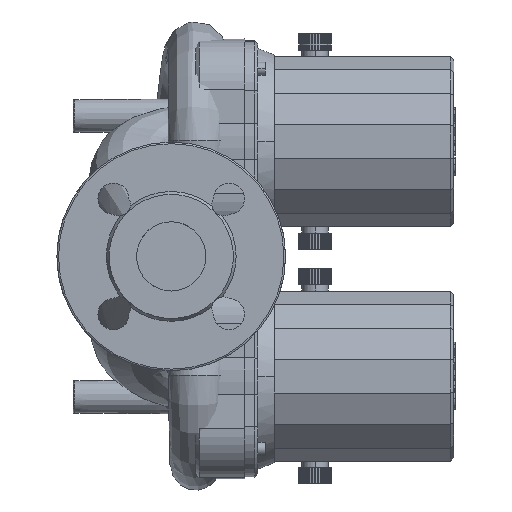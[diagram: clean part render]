
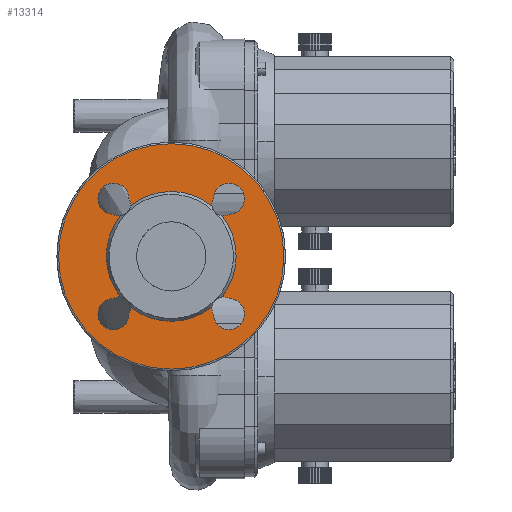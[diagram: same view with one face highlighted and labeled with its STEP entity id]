
A CAD part, left-side view. The second image highlights one B-rep face of the part: STEP entity #13314.
In plain terms, the highlighted planar face has unit normal (-1, 0, 0).
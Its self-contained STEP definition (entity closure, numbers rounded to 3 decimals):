
#12921=CARTESIAN_POINT('',(3.,0.,-69.0));
#12922=VERTEX_POINT('',#12921);
#12939=CARTESIAN_POINT('',(3.,0.,69.0));
#12940=VERTEX_POINT('',#12939);
#12948=CARTESIAN_POINT('',(3.0,0.,0.));
#12949=DIRECTION('',(1.0,0.0,0.0));
#12950=DIRECTION('',(0.0,0.0,-1.0));
#12951=AXIS2_PLACEMENT_3D('',#12948,#12949,#12950);
#12952=CIRCLE('',#12951,69.0);
#12953=EDGE_CURVE('',#12940,#12922,#12952,.T.);
#13147=CARTESIAN_POINT('',(3.0,0.,0.));
#13148=DIRECTION('',(1.0,0.0,0.0));
#13149=DIRECTION('',(0.0,0.0,-1.0));
#13150=AXIS2_PLACEMENT_3D('',#13147,#13148,#13149);
#13151=CIRCLE('',#13150,69.0);
#13152=EDGE_CURVE('',#12922,#12940,#13151,.T.);
#13159=CARTESIAN_POINT('',(3.0,0.,0.));
#13160=DIRECTION('',(-1.0,0.0,0.0));
#13161=DIRECTION('',(0.0,0.0,1.0));
#13162=AXIS2_PLACEMENT_3D('',#13159,#13160,#13161);
#13163=PLANE('',#13162);
#13164=ORIENTED_EDGE('',*,*,#12953,.F.);
#13165=ORIENTED_EDGE('',*,*,#13152,.F.);
#13166=EDGE_LOOP('',(#13164,#13165));
#13167=FACE_OUTER_BOUND('',#13166,.T.);
#13168=CARTESIAN_POINT('',(3.,-35.485,25.856));
#13169=VERTEX_POINT('',#13168);
#13170=CARTESIAN_POINT('',(3.,-30.986,24.87));
#13171=VERTEX_POINT('',#13170);
#13172=CARTESIAN_POINT('',(3.,-31.82,31.82));
#13173=DIRECTION('',(1.0,0.0,0.0));
#13174=DIRECTION('',(0.0,0.0,1.0));
#13175=AXIS2_PLACEMENT_3D('',#13172,#13173,#13174);
#13176=CIRCLE('',#13175,7.0);
#13177=EDGE_CURVE('',#13169,#13171,#13176,.T.);
#13178=ORIENTED_EDGE('',*,*,#13177,.T.);
#13179=CARTESIAN_POINT('',(3.,-30.986,-24.87));
#13180=VERTEX_POINT('',#13179);
#13181=CARTESIAN_POINT('',(3.0,0.,0.));
#13182=DIRECTION('',(-1.0,0.0,0.0));
#13183=DIRECTION('',(0.0,0.0,1.0));
#13184=AXIS2_PLACEMENT_3D('',#13181,#13182,#13183);
#13185=CIRCLE('',#13184,39.732);
#13186=EDGE_CURVE('',#13180,#13171,#13185,.T.);
#13187=ORIENTED_EDGE('',*,*,#13186,.F.);
#13188=CARTESIAN_POINT('',(3.,-35.485,-25.856));
#13189=VERTEX_POINT('',#13188);
#13190=CARTESIAN_POINT('',(3.,-31.82,-31.82));
#13191=DIRECTION('',(1.0,0.0,0.0));
#13192=DIRECTION('',(0.0,0.0,1.0));
#13193=AXIS2_PLACEMENT_3D('',#13190,#13191,#13192);
#13194=CIRCLE('',#13193,7.0);
#13195=EDGE_CURVE('',#13180,#13189,#13194,.T.);
#13196=ORIENTED_EDGE('',*,*,#13195,.T.);
#13197=CARTESIAN_POINT('',(3.,-25.856,-35.485));
#13198=VERTEX_POINT('',#13197);
#13199=CARTESIAN_POINT('',(3.,-35.355,-35.355));
#13200=DIRECTION('',(1.0,0.0,0.0));
#13201=DIRECTION('',(0.0,0.0,1.0));
#13202=AXIS2_PLACEMENT_3D('',#13199,#13200,#13201);
#13203=CIRCLE('',#13202,9.5);
#13204=EDGE_CURVE('',#13189,#13198,#13203,.T.);
#13205=ORIENTED_EDGE('',*,*,#13204,.T.);
#13206=CARTESIAN_POINT('',(3.,-24.87,-30.986));
#13207=VERTEX_POINT('',#13206);
#13208=CARTESIAN_POINT('',(3.,-31.82,-31.82));
#13209=DIRECTION('',(1.0,0.0,0.0));
#13210=DIRECTION('',(0.0,0.0,1.0));
#13211=AXIS2_PLACEMENT_3D('',#13208,#13209,#13210);
#13212=CIRCLE('',#13211,7.0);
#13213=EDGE_CURVE('',#13198,#13207,#13212,.T.);
#13214=ORIENTED_EDGE('',*,*,#13213,.T.);
#13215=CARTESIAN_POINT('',(3.,24.87,-30.986));
#13216=VERTEX_POINT('',#13215);
#13217=CARTESIAN_POINT('',(3.0,0.,0.));
#13218=DIRECTION('',(-1.0,0.0,0.0));
#13219=DIRECTION('',(0.0,0.0,1.0));
#13220=AXIS2_PLACEMENT_3D('',#13217,#13218,#13219);
#13221=CIRCLE('',#13220,39.732);
#13222=EDGE_CURVE('',#13216,#13207,#13221,.T.);
#13223=ORIENTED_EDGE('',*,*,#13222,.F.);
#13224=CARTESIAN_POINT('',(3.,25.856,-35.485));
#13225=VERTEX_POINT('',#13224);
#13226=CARTESIAN_POINT('',(3.,31.82,-31.82));
#13227=DIRECTION('',(1.0,0.0,0.0));
#13228=DIRECTION('',(0.0,0.0,1.0));
#13229=AXIS2_PLACEMENT_3D('',#13226,#13227,#13228);
#13230=CIRCLE('',#13229,7.0);
#13231=EDGE_CURVE('',#13216,#13225,#13230,.T.);
#13232=ORIENTED_EDGE('',*,*,#13231,.T.);
#13233=CARTESIAN_POINT('',(3.,35.485,-25.856));
#13234=VERTEX_POINT('',#13233);
#13235=CARTESIAN_POINT('',(3.,35.355,-35.355));
#13236=DIRECTION('',(1.0,0.0,0.0));
#13237=DIRECTION('',(0.0,0.0,1.0));
#13238=AXIS2_PLACEMENT_3D('',#13235,#13236,#13237);
#13239=CIRCLE('',#13238,9.5);
#13240=EDGE_CURVE('',#13225,#13234,#13239,.T.);
#13241=ORIENTED_EDGE('',*,*,#13240,.T.);
#13242=CARTESIAN_POINT('',(3.,30.986,-24.87));
#13243=VERTEX_POINT('',#13242);
#13244=CARTESIAN_POINT('',(3.,31.82,-31.82));
#13245=DIRECTION('',(1.0,0.0,0.0));
#13246=DIRECTION('',(0.0,0.0,1.0));
#13247=AXIS2_PLACEMENT_3D('',#13244,#13245,#13246);
#13248=CIRCLE('',#13247,7.0);
#13249=EDGE_CURVE('',#13234,#13243,#13248,.T.);
#13250=ORIENTED_EDGE('',*,*,#13249,.T.);
#13251=CARTESIAN_POINT('',(3.,30.986,24.87));
#13252=VERTEX_POINT('',#13251);
#13253=CARTESIAN_POINT('',(3.0,0.,0.));
#13254=DIRECTION('',(-1.0,0.0,0.0));
#13255=DIRECTION('',(0.0,0.0,1.0));
#13256=AXIS2_PLACEMENT_3D('',#13253,#13254,#13255);
#13257=CIRCLE('',#13256,39.732);
#13258=EDGE_CURVE('',#13252,#13243,#13257,.T.);
#13259=ORIENTED_EDGE('',*,*,#13258,.F.);
#13260=CARTESIAN_POINT('',(3.,35.485,25.856));
#13261=VERTEX_POINT('',#13260);
#13262=CARTESIAN_POINT('',(3.,31.82,31.82));
#13263=DIRECTION('',(1.0,0.0,0.0));
#13264=DIRECTION('',(0.0,0.0,1.0));
#13265=AXIS2_PLACEMENT_3D('',#13262,#13263,#13264);
#13266=CIRCLE('',#13265,7.0);
#13267=EDGE_CURVE('',#13252,#13261,#13266,.T.);
#13268=ORIENTED_EDGE('',*,*,#13267,.T.);
#13269=CARTESIAN_POINT('',(3.,25.856,35.485));
#13270=VERTEX_POINT('',#13269);
#13271=CARTESIAN_POINT('',(3.,35.355,35.355));
#13272=DIRECTION('',(1.0,0.0,0.0));
#13273=DIRECTION('',(0.0,0.0,1.0));
#13274=AXIS2_PLACEMENT_3D('',#13271,#13272,#13273);
#13275=CIRCLE('',#13274,9.5);
#13276=EDGE_CURVE('',#13261,#13270,#13275,.T.);
#13277=ORIENTED_EDGE('',*,*,#13276,.T.);
#13278=CARTESIAN_POINT('',(3.,24.87,30.986));
#13279=VERTEX_POINT('',#13278);
#13280=CARTESIAN_POINT('',(3.,31.82,31.82));
#13281=DIRECTION('',(1.0,0.0,0.0));
#13282=DIRECTION('',(0.0,0.0,1.0));
#13283=AXIS2_PLACEMENT_3D('',#13280,#13281,#13282);
#13284=CIRCLE('',#13283,7.0);
#13285=EDGE_CURVE('',#13270,#13279,#13284,.T.);
#13286=ORIENTED_EDGE('',*,*,#13285,.T.);
#13287=CARTESIAN_POINT('',(3.,-24.87,30.986));
#13288=VERTEX_POINT('',#13287);
#13289=CARTESIAN_POINT('',(3.0,0.,0.));
#13290=DIRECTION('',(-1.0,0.0,0.0));
#13291=DIRECTION('',(0.0,0.0,1.0));
#13292=AXIS2_PLACEMENT_3D('',#13289,#13290,#13291);
#13293=CIRCLE('',#13292,39.732);
#13294=EDGE_CURVE('',#13288,#13279,#13293,.T.);
#13295=ORIENTED_EDGE('',*,*,#13294,.F.);
#13296=CARTESIAN_POINT('',(3.,-25.856,35.485));
#13297=VERTEX_POINT('',#13296);
#13298=CARTESIAN_POINT('',(3.,-31.82,31.82));
#13299=DIRECTION('',(1.0,0.0,0.0));
#13300=DIRECTION('',(0.0,0.0,1.0));
#13301=AXIS2_PLACEMENT_3D('',#13298,#13299,#13300);
#13302=CIRCLE('',#13301,7.0);
#13303=EDGE_CURVE('',#13288,#13297,#13302,.T.);
#13304=ORIENTED_EDGE('',*,*,#13303,.T.);
#13305=CARTESIAN_POINT('',(3.,-35.355,35.355));
#13306=DIRECTION('',(1.0,0.0,0.0));
#13307=DIRECTION('',(0.0,0.0,1.0));
#13308=AXIS2_PLACEMENT_3D('',#13305,#13306,#13307);
#13309=CIRCLE('',#13308,9.5);
#13310=EDGE_CURVE('',#13297,#13169,#13309,.T.);
#13311=ORIENTED_EDGE('',*,*,#13310,.T.);
#13312=EDGE_LOOP('',(#13178,#13187,#13196,#13205,#13214,#13223,#13232,#13241,#13250,#13259,#13268,#13277,#13286,#13295,#13304,#13311));
#13313=FACE_BOUND('',#13312,.T.);
#13314=ADVANCED_FACE('',(#13167,#13313),#13163,.T.);
